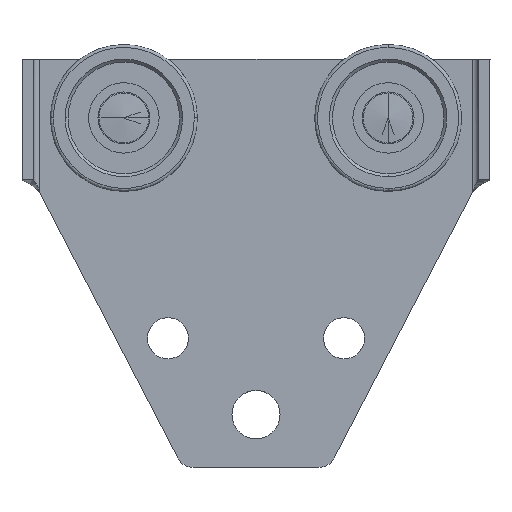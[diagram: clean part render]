
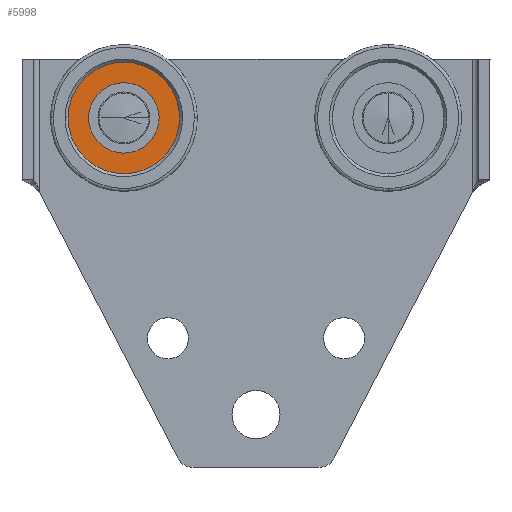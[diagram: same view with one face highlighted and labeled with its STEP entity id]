
A CAD part, top view. The second image highlights one B-rep face of the part: STEP entity #5998.
In plain terms, the highlighted planar face has unit normal (0, 0, 1).
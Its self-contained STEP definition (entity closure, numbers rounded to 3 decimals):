
#58 = AXIS2_PLACEMENT_3D ( 'NONE', #415, #5120, #2206 ) ;
#71 = CARTESIAN_POINT ( 'NONE',  ( -22.5, -10., 9.5 ) ) ;
#301 = VERTEX_POINT ( 'NONE', #3860 ) ;
#415 = CARTESIAN_POINT ( 'NONE',  ( -22.5, -10., 9.5 ) ) ;
#470 = CIRCLE ( 'NONE', #755, 6. ) ;
#503 = DIRECTION ( 'NONE',  ( 1., 0., 0. ) ) ;
#663 = AXIS2_PLACEMENT_3D ( 'NONE', #5285, #1110, #1590 ) ;
#748 = CARTESIAN_POINT ( 'NONE',  ( -22.5, -4., 9.5 ) ) ;
#755 = AXIS2_PLACEMENT_3D ( 'NONE', #2848, #3879, #2416 ) ;
#1110 = DIRECTION ( 'NONE',  ( 0., 0., 1. ) ) ;
#1161 = ORIENTED_EDGE ( 'NONE', *, *, #4298, .T. ) ;
#1399 = VERTEX_POINT ( 'NONE', #5566 ) ;
#1521 = EDGE_CURVE ( 'NONE', #2976, #2058, #2841, .T. ) ;
#1590 = DIRECTION ( 'NONE',  ( 1., 0., 0. ) ) ;
#1623 = PLANE ( 'NONE',  #4506 ) ;
#2058 = VERTEX_POINT ( 'NONE', #5276 ) ;
#2206 = DIRECTION ( 'NONE',  ( 1., 0., 0. ) ) ;
#2416 = DIRECTION ( 'NONE',  ( 1., 0., 0. ) ) ;
#2495 = ORIENTED_EDGE ( 'NONE', *, *, #4361, .F. ) ;
#2542 = DIRECTION ( 'NONE',  ( 0., 0., -1. ) ) ;
#2570 = DIRECTION ( 'NONE',  ( -1., 0., 0. ) ) ;
#2599 = CIRCLE ( 'NONE', #6016, 9.5 ) ;
#2611 = EDGE_LOOP ( 'NONE', ( #1161, #5981 ) ) ;
#2798 = CARTESIAN_POINT ( 'NONE',  ( -16.5, -10., 9.5 ) ) ;
#2841 = CIRCLE ( 'NONE', #663, 6. ) ;
#2848 = CARTESIAN_POINT ( 'NONE',  ( -22.5, -10., 9.5 ) ) ;
#2928 = EDGE_CURVE ( 'NONE', #1399, #301, #3663, .T. ) ;
#2976 = VERTEX_POINT ( 'NONE', #2798 ) ;
#3380 = ORIENTED_EDGE ( 'NONE', *, *, #1521, .F. ) ;
#3663 = CIRCLE ( 'NONE', #58, 9.5 ) ;
#3860 = CARTESIAN_POINT ( 'NONE',  ( -13., -10., 9.5 ) ) ;
#3879 = DIRECTION ( 'NONE',  ( 0., 0., 1. ) ) ;
#4298 = EDGE_CURVE ( 'NONE', #301, #1399, #2599, .T. ) ;
#4329 = EDGE_LOOP ( 'NONE', ( #3380, #2495 ) ) ;
#4361 = EDGE_CURVE ( 'NONE', #2058, #2976, #470, .T. ) ;
#4506 = AXIS2_PLACEMENT_3D ( 'NONE', #748, #2542, #2570 ) ;
#4765 = DIRECTION ( 'NONE',  ( 0., 0., 1. ) ) ;
#4866 = FACE_OUTER_BOUND ( 'NONE', #2611, .T. ) ;
#5120 = DIRECTION ( 'NONE',  ( 0., 0., 1. ) ) ;
#5276 = CARTESIAN_POINT ( 'NONE',  ( -28.5, -10., 9.5 ) ) ;
#5285 = CARTESIAN_POINT ( 'NONE',  ( -22.5, -10., 9.5 ) ) ;
#5375 = FACE_BOUND ( 'NONE', #4329, .T. ) ;
#5566 = CARTESIAN_POINT ( 'NONE',  ( -32., -10., 9.5 ) ) ;
#5981 = ORIENTED_EDGE ( 'NONE', *, *, #2928, .T. ) ;
#5998 = ADVANCED_FACE ( 'NONE', ( #4866, #5375 ), #1623, .F. ) ;
#6016 = AXIS2_PLACEMENT_3D ( 'NONE', #71, #4765, #503 ) ;
